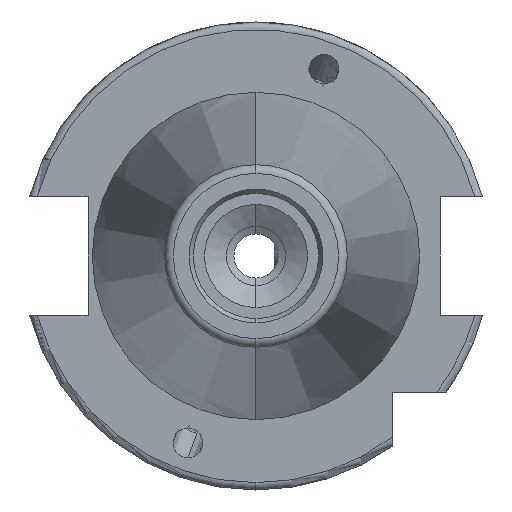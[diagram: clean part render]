
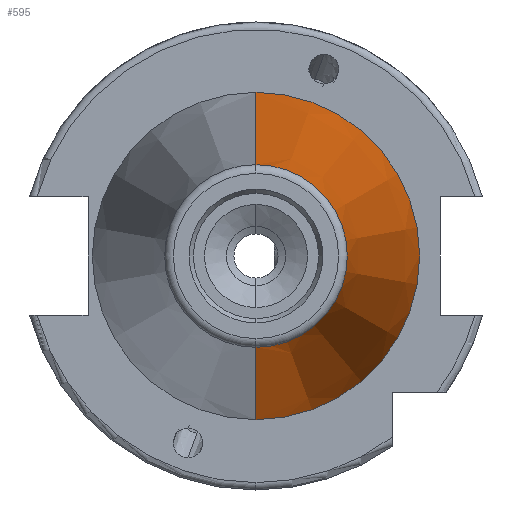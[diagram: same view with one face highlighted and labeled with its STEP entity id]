
A CAD part, left-side view. The second image highlights one B-rep face of the part: STEP entity #595.
In plain terms, the highlighted conical face has half-angle 8.297 degrees and reference radius 22.225 mm.
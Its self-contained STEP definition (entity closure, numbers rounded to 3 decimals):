
#543 = VERTEX_POINT ( 'NONE', #2299 ) ;
#577 = EDGE_CURVE ( 'NONE', #591, #578, #2350, .T. ) ;
#578 = VERTEX_POINT ( 'NONE', #2347 ) ;
#579 = EDGE_CURVE ( 'NONE', #585, #543, #2355, .T. ) ;
#583 = EDGE_CURVE ( 'NONE', #543, #578, #2365, .T. ) ;
#584 = EDGE_CURVE ( 'NONE', #585, #591, #2345, .T. ) ;
#585 = VERTEX_POINT ( 'NONE', #2382 ) ;
#591 = VERTEX_POINT ( 'NONE', #2389 ) ;
#592 = EDGE_LOOP ( 'NONE', ( #600, #593, #594, #598 ) ) ;
#593 = ORIENTED_EDGE ( 'NONE', *, *, #584, .T. ) ;
#594 = ORIENTED_EDGE ( 'NONE', *, *, #577, .T. ) ;
#595 = ADVANCED_FACE ( 'NONE', ( #2383 ), #2326, .T. ) ;
#598 = ORIENTED_EDGE ( 'NONE', *, *, #583, .F. ) ;
#600 = ORIENTED_EDGE ( 'NONE', *, *, #579, .F. ) ;
#2299 = CARTESIAN_POINT ( 'NONE',  ( -67.373, 0., 12.4 ) ) ;
#2326 = CONICAL_SURFACE ( 'NONE', #2336, 22.225, 0.145 ) ;
#2329 = DIRECTION ( 'NONE',  ( 0., 0., 1. ) ) ;
#2336 = AXIS2_PLACEMENT_3D ( 'NONE', #2337, #2338, #2329 ) ;
#2337 = CARTESIAN_POINT ( 'NONE',  ( 0., 0., 0. ) ) ;
#2338 = DIRECTION ( 'NONE',  ( 1., 0., 0. ) ) ;
#2344 = CARTESIAN_POINT ( 'NONE',  ( 0., 0., -22.225 ) ) ;
#2345 = LINE ( 'NONE', #2344, #2354 ) ;
#2347 = CARTESIAN_POINT ( 'NONE',  ( 0., 0., 22.225 ) ) ;
#2350 = CIRCLE ( 'NONE', #2351, 22.225 ) ;
#2351 = AXIS2_PLACEMENT_3D ( 'NONE', #2362, #2372, #2371 ) ;
#2352 = CARTESIAN_POINT ( 'NONE',  ( -67.373, 0., 0. ) ) ;
#2353 = DIRECTION ( 'NONE',  ( 0.99, 0., -0.144 ) ) ;
#2354 = VECTOR ( 'NONE', #2353, 1000. ) ;
#2355 = CIRCLE ( 'NONE', #2359, 12.4 ) ;
#2359 = AXIS2_PLACEMENT_3D ( 'NONE', #2352, #2361, #2373 ) ;
#2361 = DIRECTION ( 'NONE',  ( -1., 0., 0. ) ) ;
#2362 = CARTESIAN_POINT ( 'NONE',  ( 0., 0., 0. ) ) ;
#2364 = CARTESIAN_POINT ( 'NONE',  ( 0., 0., 22.225 ) ) ;
#2365 = LINE ( 'NONE', #2364, #2368 ) ;
#2367 = DIRECTION ( 'NONE',  ( 0.99, 0., 0.144 ) ) ;
#2368 = VECTOR ( 'NONE', #2367, 1000. ) ;
#2371 = DIRECTION ( 'NONE',  ( 0., 0., -1. ) ) ;
#2372 = DIRECTION ( 'NONE',  ( -1., 0., 0. ) ) ;
#2373 = DIRECTION ( 'NONE',  ( 0., 0., -1. ) ) ;
#2382 = CARTESIAN_POINT ( 'NONE',  ( -67.373, 0., -12.4 ) ) ;
#2383 = FACE_OUTER_BOUND ( 'NONE', #592, .T. ) ;
#2389 = CARTESIAN_POINT ( 'NONE',  ( 0., 0., -22.225 ) ) ;
